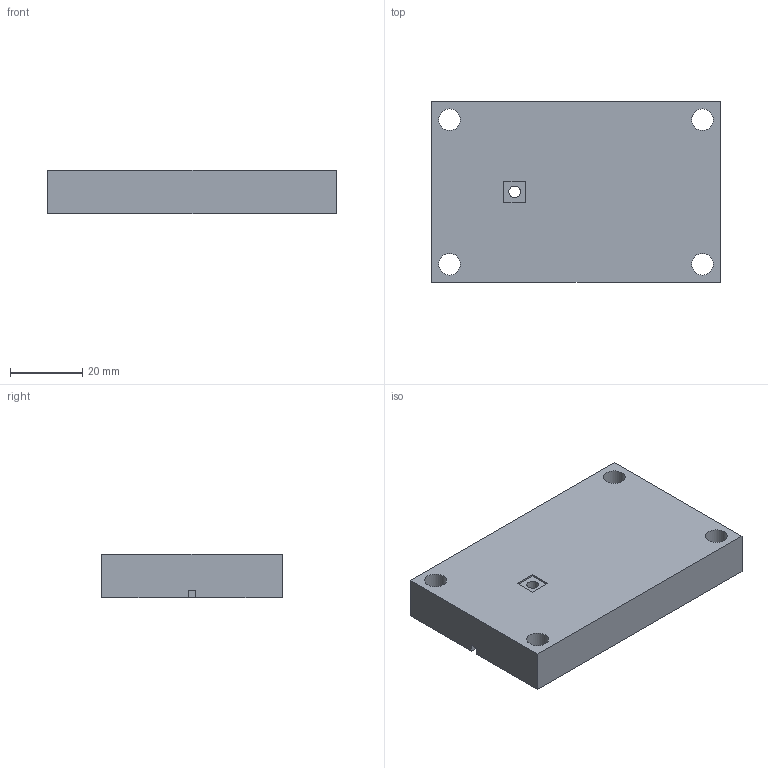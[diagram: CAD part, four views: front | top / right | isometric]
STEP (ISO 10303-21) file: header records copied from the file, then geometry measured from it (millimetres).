
FILE_DESCRIPTION(/* description */ (''),/* implementation_level */ '2;1');
FILE_NAME(/* name */ 'mold_Up.step',/* time_stamp */ '2020-02-12T06:02:40+09:00',/* author */ (''),/* organization */ (''),/* preprocessor_version */ 'ST-DEVELOPER v18',/* originating_system */ 'Autodesk Translation Framework v8.12.0.6',/* authorisation */ '');
FILE_SCHEMA (('AUTOMOTIVE_DESIGN { 1 0 10303 214 3 1 1 }'));
Length unit declared in the file: millimetre
Products named in the file (1): mold_Up
Bounding box: 80 x 50 x 12 mm (x, y, z)
Volume: 43485.3 mm3; surface area: 13040.7 mm2
Topology: 1 solids, 1 shells, 86 faces, 236 edges, 152 vertices
Faces by surface type: plane 51, bspline 25, cylinder 9, cone 1
Full cylindrical faces by diameter (mm): 6 x4
Entity records: 3867 total; most frequent: CARTESIAN_POINT 1806, ORIENTED_EDGE 472, DIRECTION 345, EDGE_CURVE 236, VERTEX_POINT 152, LINE 143, VECTOR 143, AXIS2_PLACEMENT_3D 101
